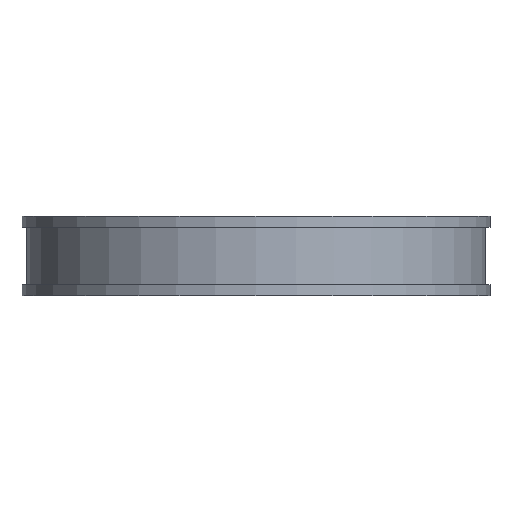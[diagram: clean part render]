
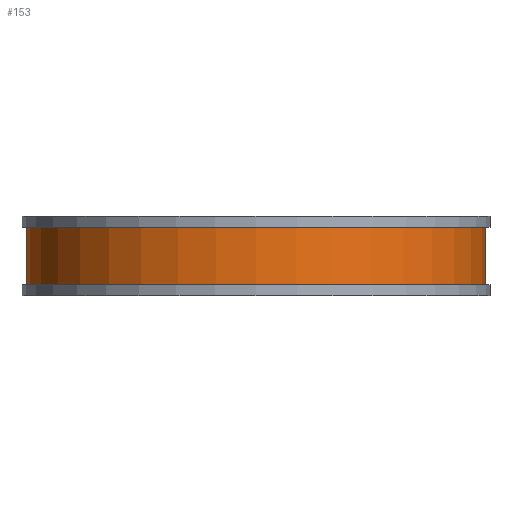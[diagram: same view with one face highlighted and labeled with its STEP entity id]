
A CAD part, front view. The second image highlights one B-rep face of the part: STEP entity #153.
In plain terms, the highlighted cylindrical face has radius 103.37 mm (diameter 206.74 mm), a full revolution.
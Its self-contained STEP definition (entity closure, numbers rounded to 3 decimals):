
#27=FACE_OUTER_BOUND('',#39,.T.);
#39=EDGE_LOOP('',(#111,#112,#113,#114));
#57=LINE('',#264,#63);
#63=VECTOR('',#209,103.37);
#69=CIRCLE('',#180,103.37);
#70=CIRCLE('',#181,103.37);
#81=VERTEX_POINT('',#261);
#82=VERTEX_POINT('',#263);
#93=EDGE_CURVE('',#81,#81,#69,.T.);
#94=EDGE_CURVE('',#81,#82,#57,.T.);
#95=EDGE_CURVE('',#82,#82,#70,.T.);
#111=ORIENTED_EDGE('',*,*,#93,.T.);
#112=ORIENTED_EDGE('',*,*,#94,.T.);
#113=ORIENTED_EDGE('',*,*,#95,.T.);
#114=ORIENTED_EDGE('',*,*,#94,.F.);
#147=CYLINDRICAL_SURFACE('',#179,103.37);
#153=ADVANCED_FACE('',(#27),#147,.T.);
#179=AXIS2_PLACEMENT_3D('',#260,#205,#206);
#180=AXIS2_PLACEMENT_3D('',#262,#207,#208);
#181=AXIS2_PLACEMENT_3D('',#265,#210,#211);
#205=DIRECTION('center_axis',(0.,0.,-1.));
#206=DIRECTION('ref_axis',(-1.,0.,0.));
#207=DIRECTION('center_axis',(0.,0.,-1.));
#208=DIRECTION('ref_axis',(-1.,0.,0.));
#209=DIRECTION('',(0.,0.,-1.));
#210=DIRECTION('center_axis',(0.,0.,1.));
#211=DIRECTION('ref_axis',(-1.,0.,0.));
#260=CARTESIAN_POINT('Origin',(0.,0.,31.));
#261=CARTESIAN_POINT('',(103.37,0.,31.));
#262=CARTESIAN_POINT('Origin',(0.,0.,31.));
#263=CARTESIAN_POINT('',(103.37,0.,5.));
#264=CARTESIAN_POINT('',(103.37,0.,31.));
#265=CARTESIAN_POINT('Origin',(0.,0.,5.));
